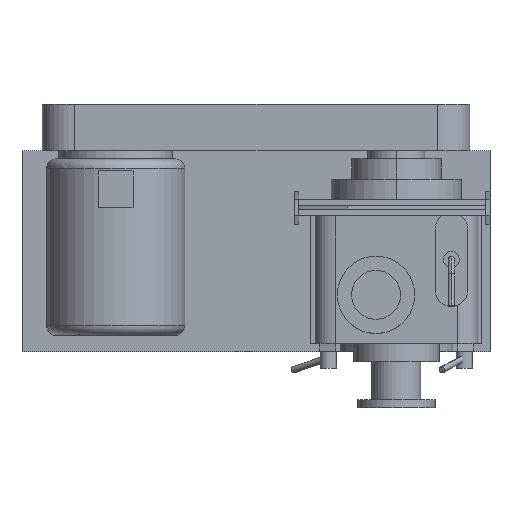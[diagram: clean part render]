
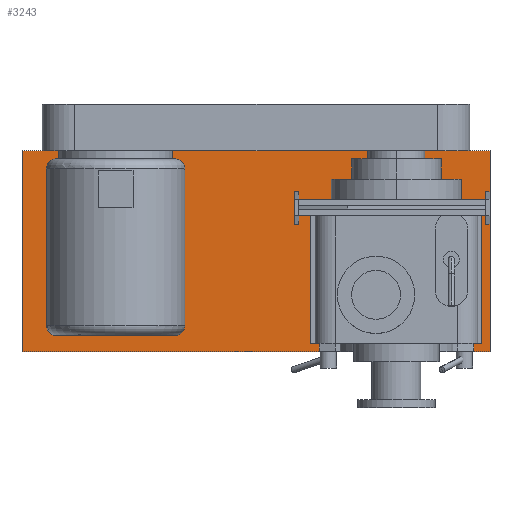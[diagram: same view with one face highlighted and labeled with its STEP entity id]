
A CAD part, top view. The second image highlights one B-rep face of the part: STEP entity #3243.
In plain terms, the highlighted planar face has unit normal (0, 0, 1).
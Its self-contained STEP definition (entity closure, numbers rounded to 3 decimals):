
#262=PLANE('',#3606);
#475=FACE_OUTER_BOUND('',#700,.T.);
#700=EDGE_LOOP('',(#2972,#2973,#2974,#2975));
#1095=LINE('',#6079,#1400);
#1100=LINE('',#6088,#1405);
#1104=LINE('',#6096,#1409);
#1107=LINE('',#6101,#1412);
#1400=VECTOR('',#4515,304.8);
#1405=VECTOR('',#4524,304.8);
#1409=VECTOR('',#4532,304.8);
#1412=VECTOR('',#4539,304.8);
#1683=VERTEX_POINT('',#6077);
#1684=VERTEX_POINT('',#6078);
#1686=VERTEX_POINT('',#6087);
#1688=VERTEX_POINT('',#6095);
#2105=EDGE_CURVE('',#1683,#1684,#1095,.T.);
#2110=EDGE_CURVE('',#1686,#1683,#1100,.T.);
#2114=EDGE_CURVE('',#1688,#1686,#1104,.T.);
#2117=EDGE_CURVE('',#1684,#1688,#1107,.T.);
#2972=ORIENTED_EDGE('',*,*,#2117,.T.);
#2973=ORIENTED_EDGE('',*,*,#2114,.T.);
#2974=ORIENTED_EDGE('',*,*,#2110,.T.);
#2975=ORIENTED_EDGE('',*,*,#2105,.T.);
#3243=ADVANCED_FACE('',(#475),#262,.T.);
#3606=AXIS2_PLACEMENT_3D('',#6103,#4542,#4543);
#4515=DIRECTION('',(0.,1.,0.));
#4524=DIRECTION('',(1.,0.,0.));
#4532=DIRECTION('',(0.,-1.,0.));
#4539=DIRECTION('',(-1.,0.,0.));
#4542=DIRECTION('center_axis',(0.,0.,1.));
#4543=DIRECTION('ref_axis',(-1.,0.,0.));
#6077=CARTESIAN_POINT('',(54447.476,4477.572,120.));
#6078=CARTESIAN_POINT('',(54447.476,4971.572,120.));
#6079=CARTESIAN_POINT('',(54447.476,4477.572,120.));
#6087=CARTESIAN_POINT('',(53297.476,4477.572,120.));
#6088=CARTESIAN_POINT('',(53297.476,4477.572,120.));
#6095=CARTESIAN_POINT('',(53297.476,4971.572,120.));
#6096=CARTESIAN_POINT('',(53297.476,4971.572,120.));
#6101=CARTESIAN_POINT('',(54447.476,4971.572,120.));
#6103=CARTESIAN_POINT('Origin',(53297.476,4971.572,120.));
